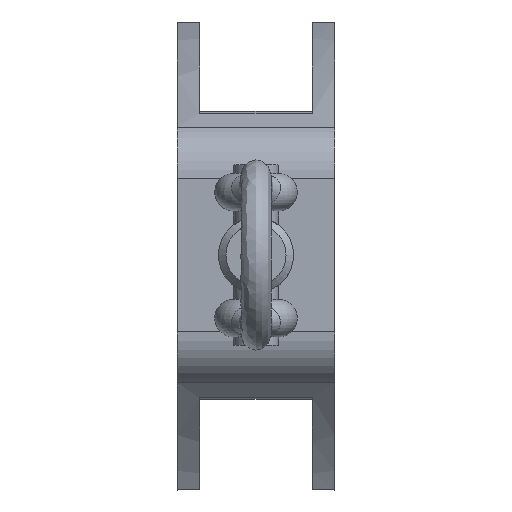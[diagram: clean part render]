
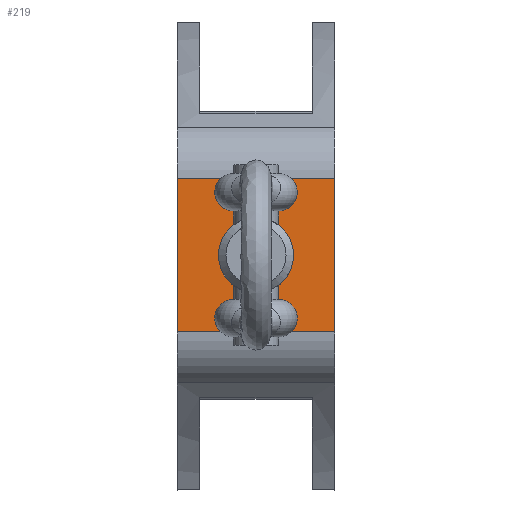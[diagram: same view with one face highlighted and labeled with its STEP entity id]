
A CAD part, top view. The second image highlights one B-rep face of the part: STEP entity #219.
In plain terms, the highlighted planar face has unit normal (0, 0, 1).
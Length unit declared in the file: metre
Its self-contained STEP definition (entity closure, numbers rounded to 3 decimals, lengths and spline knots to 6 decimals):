
#219 = ADVANCED_FACE( '', ( #552, #553 ), #554, .F. );
#552 = FACE_OUTER_BOUND( '', #3377, .T. );
#553 = FACE_BOUND( '', #3378, .T. );
#554 = PLANE( '', #3379 );
#3377 = EDGE_LOOP( '', ( #4175, #4176, #4177, #4178 ) );
#3378 = EDGE_LOOP( '', ( #4179 ) );
#3379 = AXIS2_PLACEMENT_3D( '', #4180, #4181, #4182 );
#4175 = ORIENTED_EDGE( '', *, *, #5638, .F. );
#4176 = ORIENTED_EDGE( '', *, *, #5639, .F. );
#4177 = ORIENTED_EDGE( '', *, *, #5640, .T. );
#4178 = ORIENTED_EDGE( '', *, *, #5641, .T. );
#4179 = ORIENTED_EDGE( '', *, *, #5568, .F. );
#4180 = CARTESIAN_POINT( '', ( 0.04699, 0.520969, -0.53086 ) );
#4181 = DIRECTION( '', ( 0., 0., -1. ) );
#4182 = DIRECTION( '', ( -1., 0., 0. ) );
#5568 = EDGE_CURVE( '', #6158, #6158, #6159, .F. );
#5638 = EDGE_CURVE( '', #6274, #6275, #6276, .T. );
#5639 = EDGE_CURVE( '', #6277, #6274, #6278, .T. );
#5640 = EDGE_CURVE( '', #6277, #6279, #6280, .T. );
#5641 = EDGE_CURVE( '', #6279, #6275, #6281, .T. );
#6158 = VERTEX_POINT( '', #7052 );
#6159 = CIRCLE( '', #7053, 0.0127 );
#6274 = VERTEX_POINT( '', #8520 );
#6275 = VERTEX_POINT( '', #8521 );
#6276 = LINE( '', #8522, #8523 );
#6277 = VERTEX_POINT( '', #8524 );
#6278 = LINE( '', #8525, #8526 );
#6279 = VERTEX_POINT( '', #8527 );
#6280 = LINE( '', #8528, #8529 );
#6281 = LINE( '', #8530, #8531 );
#7052 = CARTESIAN_POINT( '', ( 0.00762, 0.508, -0.53086 ) );
#7053 = AXIS2_PLACEMENT_3D( '', #9495, #9496, #9497 );
#8520 = CARTESIAN_POINT( '', ( -0.00635, 0.482063, -0.53086 ) );
#8521 = CARTESIAN_POINT( '', ( -0.00635, 0.533937, -0.53086 ) );
#8522 = CARTESIAN_POINT( '', ( -0.00635, 0.508, -0.53086 ) );
#8523 = VECTOR( '', #9571, 1. );
#8524 = CARTESIAN_POINT( '', ( 0.04699, 0.482063, -0.53086 ) );
#8525 = CARTESIAN_POINT( '', ( 0.04699, 0.482063, -0.53086 ) );
#8526 = VECTOR( '', #9572, 1. );
#8527 = CARTESIAN_POINT( '', ( 0.04699, 0.533937, -0.53086 ) );
#8528 = CARTESIAN_POINT( '', ( 0.04699, 0.508, -0.53086 ) );
#8529 = VECTOR( '', #9573, 1. );
#8530 = CARTESIAN_POINT( '', ( 0.04699, 0.533937, -0.53086 ) );
#8531 = VECTOR( '', #9574, 1. );
#9495 = CARTESIAN_POINT( '', ( 0.02032, 0.508, -0.53086 ) );
#9496 = DIRECTION( '', ( 0., 0., -1. ) );
#9497 = DIRECTION( '', ( -1., 0., 0. ) );
#9571 = DIRECTION( '', ( 0., 1., 0. ) );
#9572 = DIRECTION( '', ( -1., 0., 0. ) );
#9573 = DIRECTION( '', ( 0., 1., 0. ) );
#9574 = DIRECTION( '', ( -1., 0., 0. ) );
